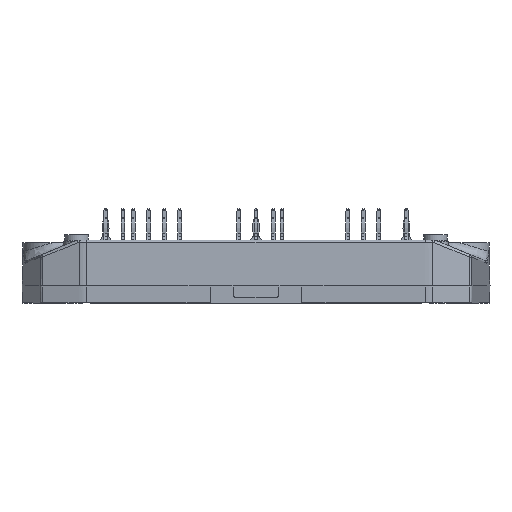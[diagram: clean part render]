
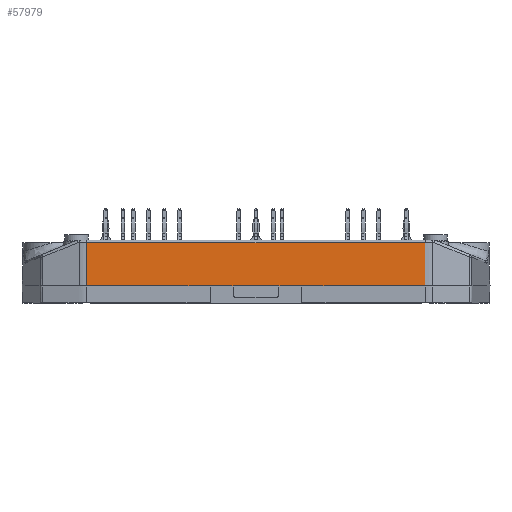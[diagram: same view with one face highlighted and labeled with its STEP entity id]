
A CAD part, front view. The second image highlights one B-rep face of the part: STEP entity #57979.
In plain terms, the highlighted planar face has unit normal (0, -1, 0.026).
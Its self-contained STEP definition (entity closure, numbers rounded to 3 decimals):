
#7664=ORIENTED_EDGE('',*,*,#18800,.F.);
#7665=ORIENTED_EDGE('',*,*,#18801,.T.);
#7666=ORIENTED_EDGE('',*,*,#18517,.F.);
#7667=ORIENTED_EDGE('',*,*,#18802,.F.);
#7668=ORIENTED_EDGE('',*,*,#18803,.T.);
#7669=ORIENTED_EDGE('',*,*,#18804,.T.);
#7670=ORIENTED_EDGE('',*,*,#18787,.T.);
#7671=ORIENTED_EDGE('',*,*,#18805,.F.);
#7672=ORIENTED_EDGE('',*,*,#18781,.F.);
#7673=ORIENTED_EDGE('',*,*,#18504,.F.);
#18504=EDGE_CURVE('',#24250,#24251,#27861,.T.);
#18517=EDGE_CURVE('',#24260,#24261,#27869,.T.);
#18781=EDGE_CURVE('',#24251,#24420,#28003,.T.);
#18787=EDGE_CURVE('',#24426,#24425,#28007,.T.);
#18800=EDGE_CURVE('',#24437,#24250,#28015,.T.);
#18801=EDGE_CURVE('',#24437,#24261,#28016,.F.);
#18802=EDGE_CURVE('',#24438,#24260,#28017,.F.);
#18803=EDGE_CURVE('',#24438,#24439,#28018,.T.);
#18804=EDGE_CURVE('',#24439,#24426,#28019,.T.);
#18805=EDGE_CURVE('',#24420,#24425,#28020,.T.);
#24250=VERTEX_POINT('',#81249);
#24251=VERTEX_POINT('',#81251);
#24260=VERTEX_POINT('',#81284);
#24261=VERTEX_POINT('',#81285);
#24420=VERTEX_POINT('',#82359);
#24425=VERTEX_POINT('',#82369);
#24426=VERTEX_POINT('',#82371);
#24437=VERTEX_POINT('',#82480);
#24438=VERTEX_POINT('',#82483);
#24439=VERTEX_POINT('',#82485);
#27861=LINE('',#81250,#31445);
#27869=LINE('',#81283,#31453);
#28003=LINE('',#82358,#31587);
#28007=LINE('',#82370,#31591);
#28015=LINE('',#82479,#31599);
#28016=LINE('',#82481,#31600);
#28017=LINE('',#82482,#31601);
#28018=LINE('',#82484,#31602);
#28019=LINE('',#82486,#31603);
#28020=LINE('',#82487,#31604);
#31445=VECTOR('',#67092,1000.);
#31453=VECTOR('',#67116,1000.);
#31587=VECTOR('',#67578,1000.);
#31591=VECTOR('',#67586,1000.);
#31599=VECTOR('',#67598,1000.);
#31600=VECTOR('',#67599,1000.);
#31601=VECTOR('',#67600,1000.);
#31602=VECTOR('',#67601,1000.);
#31603=VECTOR('',#67602,1000.);
#31604=VECTOR('',#67603,1000.);
#35106=EDGE_LOOP('',(#7664,#7665,#7666,#7667,#7668,#7669,#7670,#7671,#7672,
#7673));
#37672=FACE_BOUND('',#35106,.T.);
#39686=PLANE('',#61140);
#57979=ADVANCED_FACE('',(#37672),#39686,.T.);
#61140=AXIS2_PLACEMENT_3D('',#82478,#67596,#67597);
#67092=DIRECTION('',(-1.,0.,0.));
#67116=DIRECTION('',(1.,0.,0.));
#67578=DIRECTION('',(-1.,0.,0.));
#67586=DIRECTION('',(1.,0.,0.));
#67596=DIRECTION('',(0.,-1.,0.026));
#67597=DIRECTION('',(0.,0.026,1.));
#67598=DIRECTION('',(-1.,0.,0.));
#67599=DIRECTION('',(0.006,-0.026,-1.));
#67600=DIRECTION('',(-0.006,-0.026,-1.));
#67601=DIRECTION('',(1.,0.,0.));
#67602=DIRECTION('',(1.,0.,0.));
#67603=DIRECTION('',(-1.,0.,0.));
#81249=CARTESIAN_POINT('',(29.513,-30.776,2.02));
#81250=CARTESIAN_POINT('',(17.961,-30.776,2.02));
#81251=CARTESIAN_POINT('',(8.,-30.776,2.02));
#81283=CARTESIAN_POINT('',(27.533,-30.58,9.533));
#81284=CARTESIAN_POINT('',(-29.469,-30.58,9.533));
#81285=CARTESIAN_POINT('',(29.469,-30.58,9.533));
#82358=CARTESIAN_POINT('',(17.961,-30.776,2.02));
#82359=CARTESIAN_POINT('',(4.,-30.776,2.02));
#82369=CARTESIAN_POINT('',(-4.,-30.776,2.02));
#82370=CARTESIAN_POINT('',(-17.961,-30.776,2.02));
#82371=CARTESIAN_POINT('',(-8.,-30.776,2.02));
#82478=CARTESIAN_POINT('',(17.961,-30.776,2.02));
#82479=CARTESIAN_POINT('',(17.961,-30.776,2.02));
#82480=CARTESIAN_POINT('',(29.513,-30.776,2.02));
#82481=CARTESIAN_POINT('',(29.512,-30.775,2.087));
#82482=CARTESIAN_POINT('',(-29.512,-30.775,2.087));
#82483=CARTESIAN_POINT('',(-29.513,-30.776,2.02));
#82484=CARTESIAN_POINT('',(-17.961,-30.776,2.02));
#82485=CARTESIAN_POINT('',(-29.513,-30.776,2.02));
#82486=CARTESIAN_POINT('',(-17.961,-30.776,2.02));
#82487=CARTESIAN_POINT('',(-17.961,-30.776,2.02));
